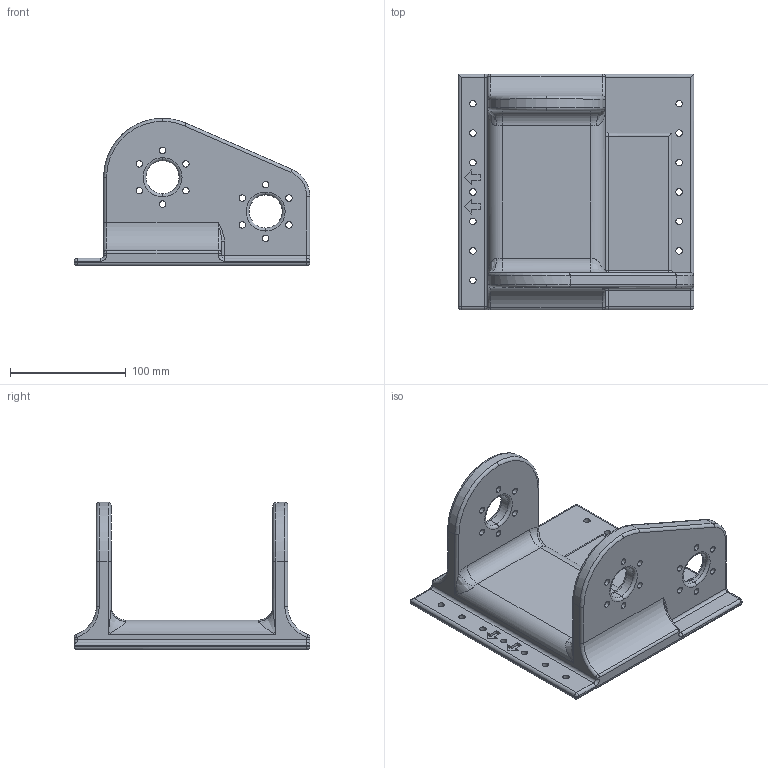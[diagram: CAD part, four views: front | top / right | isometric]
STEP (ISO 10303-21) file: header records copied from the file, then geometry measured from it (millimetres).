
FILE_DESCRIPTION (( 'STEP AP214' ), '1' );
FILE_NAME ('Arm mount sponsor bot v 3.STEP', '2024-10-21T23:03:29', ( '' ), ( '' ), 'SwSTEP 2.0', 'SolidWorks 2023', '' );
FILE_SCHEMA (( 'AUTOMOTIVE_DESIGN' ));
Length unit declared in the file: inch
Products named in the file (1): Arm mount sponsor bot v 3
Bounding box: 203.2 x 203.2 x 127 mm (x, y, z)
Volume: 924996.7 mm3; surface area: 147579.4 mm2
Topology: 1 solids, 1 shells, 207 faces, 529 edges, 313 vertices
Faces by surface type: cylinder 119, plane 37, torus 36, sphere 10, bspline 5
Entity records: 6924 total; most frequent: CARTESIAN_POINT 1681, DIRECTION 1183, ORIENTED_EDGE 1030, EDGE_CURVE 515, AXIS2_PLACEMENT_3D 484, VERTEX_POINT 313, CIRCLE 281, EDGE_LOOP 278
